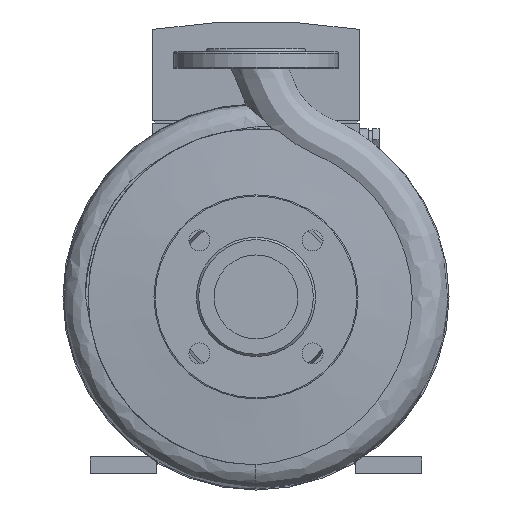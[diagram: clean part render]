
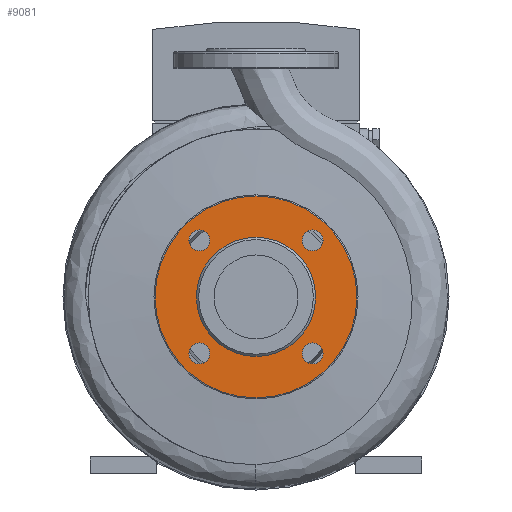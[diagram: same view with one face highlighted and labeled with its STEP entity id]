
A CAD part, left-side view. The second image highlights one B-rep face of the part: STEP entity #9081.
In plain terms, the highlighted planar face has unit normal (-1, 0, 0).
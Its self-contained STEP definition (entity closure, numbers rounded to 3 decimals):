
#311=FACE_BOUND('',#1919,.T.);
#312=FACE_BOUND('',#1920,.T.);
#313=FACE_BOUND('',#1921,.T.);
#314=FACE_BOUND('',#1922,.T.);
#315=FACE_BOUND('',#1923,.T.);
#484=CIRCLE('',#9756,9.5);
#486=CIRCLE('',#9759,9.5);
#488=CIRCLE('',#9762,9.5);
#490=CIRCLE('',#9765,9.5);
#491=CIRCLE('',#9767,54.);
#493=CIRCLE('',#9770,91.5);
#907=PLANE('',#9769);
#1299=FACE_OUTER_BOUND('',#1918,.T.);
#1918=EDGE_LOOP('',(#7136));
#1919=EDGE_LOOP('',(#7137));
#1920=EDGE_LOOP('',(#7138));
#1921=EDGE_LOOP('',(#7139));
#1922=EDGE_LOOP('',(#7140));
#1923=EDGE_LOOP('',(#7141));
#4296=VERTEX_POINT('',#15219);
#4298=VERTEX_POINT('',#15224);
#4300=VERTEX_POINT('',#15229);
#4302=VERTEX_POINT('',#15234);
#4303=VERTEX_POINT('',#15237);
#4305=VERTEX_POINT('',#15242);
#5334=EDGE_CURVE('',#4296,#4296,#484,.T.);
#5336=EDGE_CURVE('',#4298,#4298,#486,.T.);
#5338=EDGE_CURVE('',#4300,#4300,#488,.T.);
#5340=EDGE_CURVE('',#4302,#4302,#490,.T.);
#5341=EDGE_CURVE('',#4303,#4303,#491,.T.);
#5343=EDGE_CURVE('',#4305,#4305,#493,.T.);
#7136=ORIENTED_EDGE('',*,*,#5343,.T.);
#7137=ORIENTED_EDGE('',*,*,#5334,.F.);
#7138=ORIENTED_EDGE('',*,*,#5336,.F.);
#7139=ORIENTED_EDGE('',*,*,#5338,.F.);
#7140=ORIENTED_EDGE('',*,*,#5340,.F.);
#7141=ORIENTED_EDGE('',*,*,#5341,.F.);
#9081=ADVANCED_FACE('',(#1299,#311,#312,#313,#314,#315),#907,.F.);
#9756=AXIS2_PLACEMENT_3D('',#15220,#11358,#11359);
#9759=AXIS2_PLACEMENT_3D('',#15225,#11364,#11365);
#9762=AXIS2_PLACEMENT_3D('',#15230,#11370,#11371);
#9765=AXIS2_PLACEMENT_3D('',#15235,#11376,#11377);
#9767=AXIS2_PLACEMENT_3D('',#15238,#11380,#11381);
#9769=AXIS2_PLACEMENT_3D('',#15241,#11384,#11385);
#9770=AXIS2_PLACEMENT_3D('',#15243,#11386,#11387);
#11358=DIRECTION('center_axis',(-1.,0.,0.));
#11359=DIRECTION('ref_axis',(0.,1.,0.));
#11364=DIRECTION('center_axis',(-1.,0.,0.));
#11365=DIRECTION('ref_axis',(0.,0.,
1.));
#11370=DIRECTION('center_axis',(-1.,0.,0.));
#11371=DIRECTION('ref_axis',(0.,-1.,0.));
#11376=DIRECTION('center_axis',(-1.,0.,0.));
#11377=DIRECTION('ref_axis',(0.,0.,-1.));
#11380=DIRECTION('center_axis',(-1.,0.,0.));
#11381=DIRECTION('ref_axis',(0.,-1.,0.));
#11384=DIRECTION('center_axis',(1.,0.,0.));
#11385=DIRECTION('ref_axis',(0.,0.,1.));
#11386=DIRECTION('center_axis',(-1.,0.,0.));
#11387=DIRECTION('ref_axis',(0.,-1.,0.));
#15219=CARTESIAN_POINT('',(-98.,-60.765,108.735));
#15220=CARTESIAN_POINT('Origin',(-98.,-51.265,108.735));
#15224=CARTESIAN_POINT('',(-98.,51.265,99.235));
#15225=CARTESIAN_POINT('Origin',(-98.,51.265,108.735));
#15229=CARTESIAN_POINT('',(-98.,60.765,211.265));
#15230=CARTESIAN_POINT('Origin',(-98.,51.265,211.265));
#15234=CARTESIAN_POINT('',(-98.,-51.265,220.765));
#15235=CARTESIAN_POINT('Origin',(-98.,-51.265,211.265));
#15237=CARTESIAN_POINT('',(-98.,-54.,160.));
#15238=CARTESIAN_POINT('Origin',(-98.,0.,160.));
#15241=CARTESIAN_POINT('Origin',(-98.,-72.75,160.));
#15242=CARTESIAN_POINT('',(-98.,-91.5,160.));
#15243=CARTESIAN_POINT('Origin',(-98.,0.,160.));
